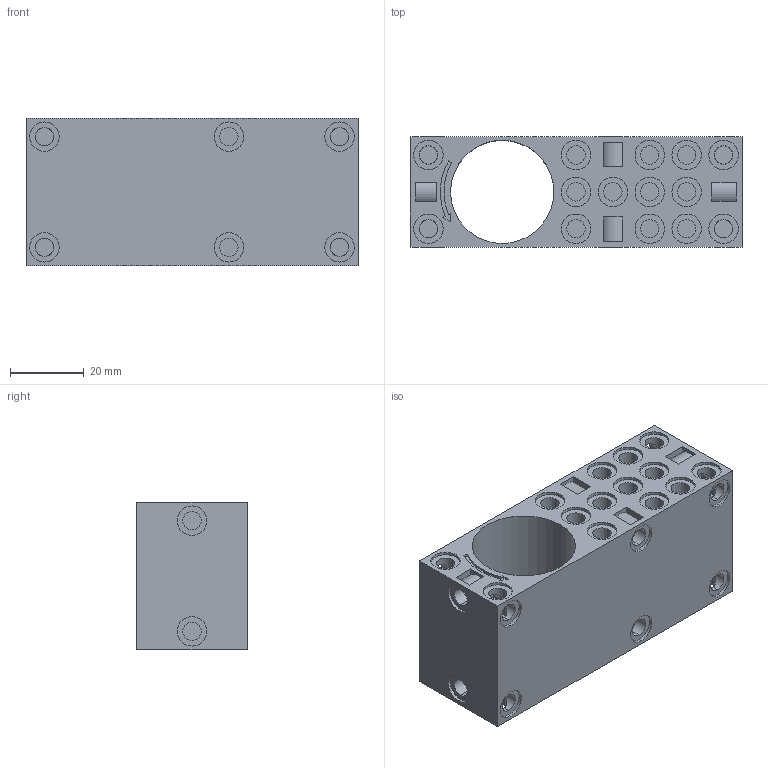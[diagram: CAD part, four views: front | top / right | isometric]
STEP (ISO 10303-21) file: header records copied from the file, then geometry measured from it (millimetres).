
FILE_DESCRIPTION (( 'STEP AP214' ), '1' );
FILE_NAME ('MObeta_red_no_horn.stp', '2019-09-17T08:30:23', ( '' ), ( '' ), 'SwSTEP 2.0', 'SolidWorks 2019', '' );
FILE_SCHEMA (( 'AUTOMOTIVE_DESIGN' ));
Length unit declared in the file: millimetre
Products named in the file (1): MObeta_red_no_horn
Bounding box: 90 x 30 x 40 mm (x, y, z)
Volume: 73807.6 mm3; surface area: 23204.5 mm2
Topology: 1 solids, 3 shells, 339 faces, 738 edges, 476 vertices
Faces by surface type: cylinder 198, plane 141
Entity records: 9386 total; most frequent: CARTESIAN_POINT 1746, DIRECTION 1686, ORIENTED_EDGE 1476, EDGE_CURVE 738, AXIS2_PLACEMENT_3D 672, VERTEX_POINT 476, EDGE_LOOP 428, VECTOR 342
